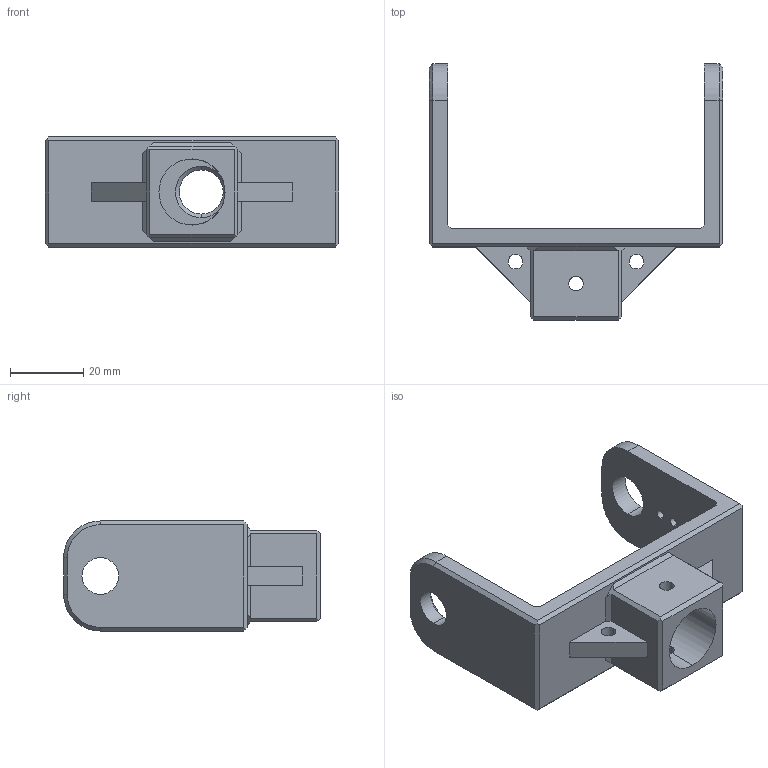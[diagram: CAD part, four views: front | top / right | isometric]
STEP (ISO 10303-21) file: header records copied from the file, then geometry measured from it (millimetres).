
FILE_DESCRIPTION (( 'STEP AP214' ), '1' );
FILE_NAME ('servo_bracket.STEP', '2017-10-18T03:04:24', ( '' ), ( '' ), 'SwSTEP 2.0', 'SolidWorks 2013', '' );
FILE_SCHEMA (( 'AUTOMOTIVE_DESIGN' ));
Length unit declared in the file: millimetre
Products named in the file (1): servo_bracket
Bounding box: 80 x 70 x 30 mm (x, y, z)
Volume: 31468.9 mm3; surface area: 15080.5 mm2
Topology: 1 solids, 1 shells, 86 faces, 241 edges, 156 vertices
Faces by surface type: plane 48, cylinder 28, cone 10
Entity records: 2948 total; most frequent: CARTESIAN_POINT 615, ORIENTED_EDGE 482, DIRECTION 470, EDGE_CURVE 241, LINE 168, VECTOR 168, VERTEX_POINT 156, AXIS2_PLACEMENT_3D 151
